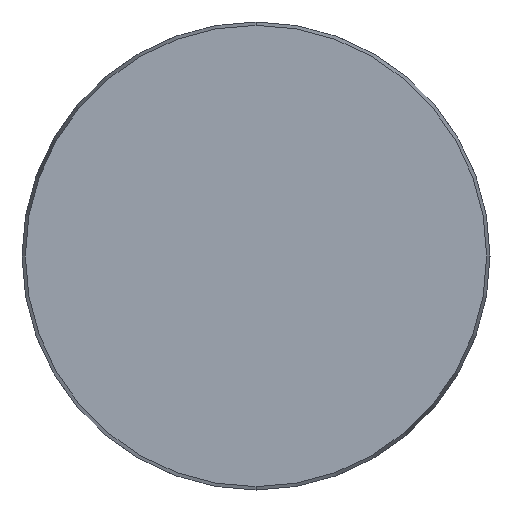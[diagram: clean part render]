
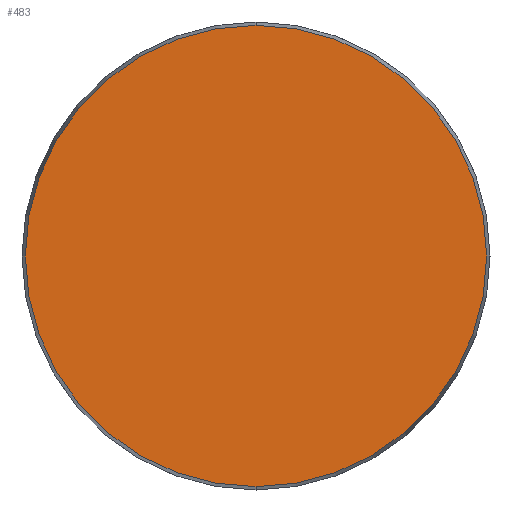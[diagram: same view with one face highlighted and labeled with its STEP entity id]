
A CAD part, front view. The second image highlights one B-rep face of the part: STEP entity #483.
In plain terms, the highlighted planar face has unit normal (0, -1, 0).
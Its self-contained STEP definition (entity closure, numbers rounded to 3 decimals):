
#29 = DIRECTION ( 'NONE',  ( 0., 0., -1. ) ) ;
#51 = CIRCLE ( 'NONE', #92, 59.143 ) ;
#92 = AXIS2_PLACEMENT_3D ( 'NONE', #794, #1097, #29 ) ;
#125 = FACE_OUTER_BOUND ( 'NONE', #605, .T. ) ;
#187 = VERTEX_POINT ( 'NONE', #513 ) ;
#221 = ORIENTED_EDGE ( 'NONE', *, *, #891, .T. ) ;
#303 = DIRECTION ( 'NONE',  ( 0., -1., 0. ) ) ;
#403 = EDGE_CURVE ( 'NONE', #1024, #187, #51, .T. ) ;
#483 = ADVANCED_FACE ( 'NONE', ( #125 ), #545, .F. ) ;
#513 = CARTESIAN_POINT ( 'NONE',  ( 0., 0., -59.143 ) ) ;
#529 = CARTESIAN_POINT ( 'NONE',  ( -59.143, 0., 0. ) ) ;
#545 = PLANE ( 'NONE',  #1101 ) ;
#598 = CARTESIAN_POINT ( 'NONE',  ( 0., 0., 0. ) ) ;
#605 = EDGE_LOOP ( 'NONE', ( #1067, #221 ) ) ;
#607 = DIRECTION ( 'NONE',  ( 0., 0., -1. ) ) ;
#654 = CIRCLE ( 'NONE', #1289, 59.143 ) ;
#718 = CARTESIAN_POINT ( 'NONE',  ( 0., 0., 59.143 ) ) ;
#794 = CARTESIAN_POINT ( 'NONE',  ( 0., 0., 0. ) ) ;
#891 = EDGE_CURVE ( 'NONE', #187, #1024, #654, .T. ) ;
#1024 = VERTEX_POINT ( 'NONE', #718 ) ;
#1067 = ORIENTED_EDGE ( 'NONE', *, *, #403, .T. ) ;
#1097 = DIRECTION ( 'NONE',  ( 0., -1., 0. ) ) ;
#1101 = AXIS2_PLACEMENT_3D ( 'NONE', #529, #1151, #1160 ) ;
#1151 = DIRECTION ( 'NONE',  ( 0., 1., 0. ) ) ;
#1160 = DIRECTION ( 'NONE',  ( 0., 0., 1. ) ) ;
#1289 = AXIS2_PLACEMENT_3D ( 'NONE', #598, #303, #607 ) ;
